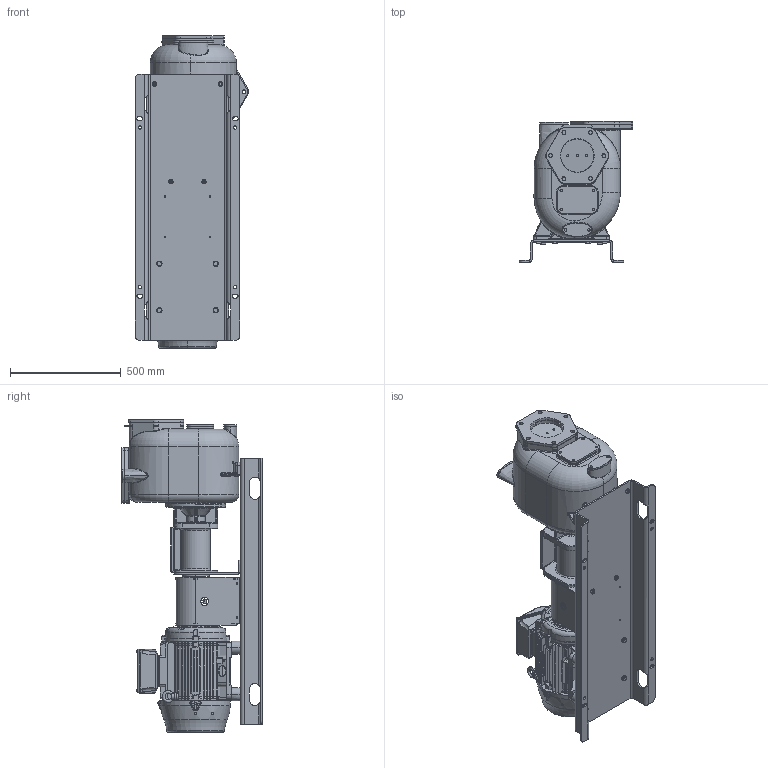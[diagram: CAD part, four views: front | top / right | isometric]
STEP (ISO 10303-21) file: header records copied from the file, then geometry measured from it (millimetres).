
FILE_DESCRIPTION((''),'2;1');
FILE_NAME('S150_BIT','2018-03-01T16:24:32',('Nicola'),(''),'CREO PARAMETRIC BY PTC INC, 2017110','CREO PARAMETRIC BY PTC INC, 2017110','');
FILE_SCHEMA(('CONFIG_CONTROL_DESIGN'));
Products named in the file (1): S150_BIT
Bounding box: 510.47 x 634 x 1409.35 mm (x, y, z)
Volume: 102295992.2 mm3; surface area: 4922993.4 mm2
Topology: 3 solids, 4 shells, 4000 faces, 10571 edges, 6665 vertices
Faces by surface type: cylinder 1560, plane 1427, cone 412, bspline 407, torus 139, sphere 31, extrusion 12, revolution 12
Entity records: 172997 total; most frequent: CARTESIAN_POINT 76241, ORIENTED_EDGE 21086, DIRECTION 19423, EDGE_CURVE 10543, AXIS2_PLACEMENT_3D 7415, VERTEX_POINT 6665, VECTOR 4581, LINE 4569
